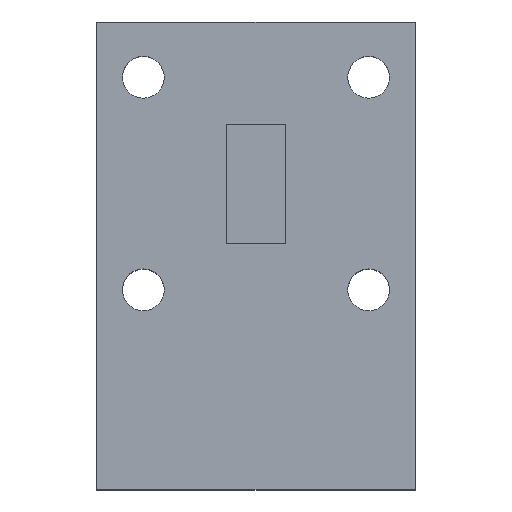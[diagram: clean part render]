
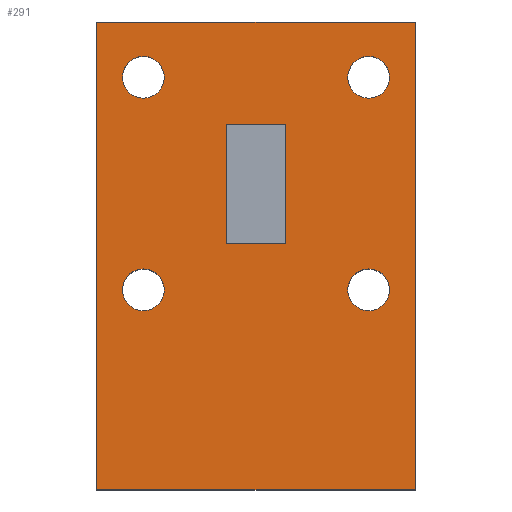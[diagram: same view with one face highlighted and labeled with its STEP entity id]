
A CAD part, top view. The second image highlights one B-rep face of the part: STEP entity #291.
In plain terms, the highlighted planar face has unit normal (0, 0, 1).
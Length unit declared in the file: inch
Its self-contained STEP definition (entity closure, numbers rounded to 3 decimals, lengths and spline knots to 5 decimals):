
#9 = FACE_BOUND ( 'NONE', #447, .T. ) ;
#17 = DIRECTION ( 'NONE',  ( 0., -1., 0. ) ) ;
#19 = CARTESIAN_POINT ( 'NONE',  ( 0.07, 0.03, 0.39 ) ) ;
#22 = CIRCLE ( 'NONE', #765, 0.04921 ) ;
#23 = VERTEX_POINT ( 'NONE', #452 ) ;
#24 = VERTEX_POINT ( 'NONE', #457 ) ;
#35 = DIRECTION ( 'NONE',  ( 0., -1., 0. ) ) ;
#52 = VERTEX_POINT ( 'NONE', #332 ) ;
#54 = EDGE_CURVE ( 'NONE', #788, #345, #128, .T. ) ;
#56 = CARTESIAN_POINT ( 'NONE',  ( 0.375, -0.55, 0.39 ) ) ;
#65 = ORIENTED_EDGE ( 'NONE', *, *, #909, .F. ) ;
#70 = DIRECTION ( 'NONE',  ( 1., 0., 0. ) ) ;
#78 = CARTESIAN_POINT ( 'NONE',  ( 0.31421, -0.08, 0.39 ) ) ;
#87 = VERTEX_POINT ( 'NONE', #229 ) ;
#89 = ORIENTED_EDGE ( 'NONE', *, *, #129, .F. ) ;
#93 = DIRECTION ( 'NONE',  ( 1., 0., 0. ) ) ;
#98 = FACE_OUTER_BOUND ( 'NONE', #182, .T. ) ;
#105 = CARTESIAN_POINT ( 'NONE',  ( 0.265, -0.08, 0.39 ) ) ;
#107 = CARTESIAN_POINT ( 'NONE',  ( 0.375, -0.55, 0.39 ) ) ;
#108 = FACE_BOUND ( 'NONE', #819, .T. ) ;
#109 = AXIS2_PLACEMENT_3D ( 'NONE', #778, #568, #70 ) ;
#114 = DIRECTION ( 'NONE',  ( 0., 0., 1. ) ) ;
#121 = ORIENTED_EDGE ( 'NONE', *, *, #687, .F. ) ;
#126 = DIRECTION ( 'NONE',  ( 0., 0., 1. ) ) ;
#128 = LINE ( 'NONE', #898, #604 ) ;
#129 = EDGE_CURVE ( 'NONE', #934, #530, #211, .T. ) ;
#144 = CARTESIAN_POINT ( 'NONE',  ( -0.375, 0.55, 0.39 ) ) ;
#148 = PLANE ( 'NONE',  #190 ) ;
#171 = ORIENTED_EDGE ( 'NONE', *, *, #659, .F. ) ;
#172 = ORIENTED_EDGE ( 'NONE', *, *, #184, .F. ) ;
#179 = DIRECTION ( 'NONE',  ( 1., 0., 0. ) ) ;
#180 = ORIENTED_EDGE ( 'NONE', *, *, #781, .F. ) ;
#182 = EDGE_LOOP ( 'NONE', ( #490, #791, #874, #432 ) ) ;
#184 = EDGE_CURVE ( 'NONE', #258, #87, #22, .T. ) ;
#185 = AXIS2_PLACEMENT_3D ( 'NONE', #759, #114, #394 ) ;
#190 = AXIS2_PLACEMENT_3D ( 'NONE', #718, #294, #736 ) ;
#200 = VERTEX_POINT ( 'NONE', #427 ) ;
#207 = CIRCLE ( 'NONE', #752, 0.04921 ) ;
#211 = CIRCLE ( 'NONE', #395, 0.04921 ) ;
#225 = EDGE_LOOP ( 'NONE', ( #668, #921, #596, #171 ) ) ;
#229 = CARTESIAN_POINT ( 'NONE',  ( 0.21579, -0.08, 0.39 ) ) ;
#233 = EDGE_CURVE ( 'NONE', #493, #23, #528, .T. ) ;
#235 = LINE ( 'NONE', #536, #869 ) ;
#240 = AXIS2_PLACEMENT_3D ( 'NONE', #242, #809, #383 ) ;
#242 = CARTESIAN_POINT ( 'NONE',  ( 0.265, 0.42, 0.39 ) ) ;
#250 = EDGE_CURVE ( 'NONE', #733, #200, #623, .T. ) ;
#258 = VERTEX_POINT ( 'NONE', #78 ) ;
#265 = ORIENTED_EDGE ( 'NONE', *, *, #342, .F. ) ;
#275 = CARTESIAN_POINT ( 'NONE',  ( -0.07, 0.31, 0.39 ) ) ;
#283 = LINE ( 'NONE', #19, #396 ) ;
#291 = ADVANCED_FACE ( 'NONE', ( #677, #108, #858, #9, #828, #98 ), #148, .T. ) ;
#292 = EDGE_CURVE ( 'NONE', #52, #24, #799, .T. ) ;
#294 = DIRECTION ( 'NONE',  ( 0., 0., 1. ) ) ;
#332 = CARTESIAN_POINT ( 'NONE',  ( 0.31421, 0.42, 0.39 ) ) ;
#333 = DIRECTION ( 'NONE',  ( 0., 0., 1. ) ) ;
#341 = CARTESIAN_POINT ( 'NONE',  ( -0.21579, -0.08, 0.39 ) ) ;
#342 = EDGE_CURVE ( 'NONE', #530, #934, #667, .T. ) ;
#343 = VECTOR ( 'NONE', #872, 39.37008 ) ;
#345 = VERTEX_POINT ( 'NONE', #275 ) ;
#353 = EDGE_CURVE ( 'NONE', #23, #733, #593, .T. ) ;
#383 = DIRECTION ( 'NONE',  ( 1., 0., 0. ) ) ;
#394 = DIRECTION ( 'NONE',  ( 1., 0., 0. ) ) ;
#395 = AXIS2_PLACEMENT_3D ( 'NONE', #844, #706, #424 ) ;
#396 = VECTOR ( 'NONE', #894, 39.37008 ) ;
#404 = DIRECTION ( 'NONE',  ( 1., 0., 0. ) ) ;
#405 = VECTOR ( 'NONE', #498, 39.37008 ) ;
#407 = VERTEX_POINT ( 'NONE', #853 ) ;
#424 = DIRECTION ( 'NONE',  ( 1., 0., 0. ) ) ;
#426 = CARTESIAN_POINT ( 'NONE',  ( -0.31421, 0.42, 0.39 ) ) ;
#427 = CARTESIAN_POINT ( 'NONE',  ( 0.375, 0.55, 0.39 ) ) ;
#431 = DIRECTION ( 'NONE',  ( -1., 0., 0. ) ) ;
#432 = ORIENTED_EDGE ( 'NONE', *, *, #529, .T. ) ;
#443 = CARTESIAN_POINT ( 'NONE',  ( -0.375, -0.55, 0.39 ) ) ;
#447 = EDGE_LOOP ( 'NONE', ( #172, #180 ) ) ;
#449 = CARTESIAN_POINT ( 'NONE',  ( 0.375, -0.55, 0.39 ) ) ;
#452 = CARTESIAN_POINT ( 'NONE',  ( -0.375, -0.55, 0.39 ) ) ;
#456 = DIRECTION ( 'NONE',  ( 0., 1., 0. ) ) ;
#457 = CARTESIAN_POINT ( 'NONE',  ( 0.21579, 0.42, 0.39 ) ) ;
#462 = CARTESIAN_POINT ( 'NONE',  ( -0.31421, -0.08, 0.39 ) ) ;
#474 = AXIS2_PLACEMENT_3D ( 'NONE', #517, #811, #93 ) ;
#490 = ORIENTED_EDGE ( 'NONE', *, *, #233, .T. ) ;
#493 = VERTEX_POINT ( 'NONE', #144 ) ;
#498 = DIRECTION ( 'NONE',  ( 1., 0., 0. ) ) ;
#517 = CARTESIAN_POINT ( 'NONE',  ( -0.265, -0.08, 0.39 ) ) ;
#528 = LINE ( 'NONE', #443, #815 ) ;
#529 = EDGE_CURVE ( 'NONE', #200, #493, #663, .T. ) ;
#530 = VERTEX_POINT ( 'NONE', #426 ) ;
#536 = CARTESIAN_POINT ( 'NONE',  ( -0.07, 0.03, 0.39 ) ) ;
#539 = EDGE_CURVE ( 'NONE', #407, #788, #855, .T. ) ;
#549 = CARTESIAN_POINT ( 'NONE',  ( -0.21579, 0.42, 0.39 ) ) ;
#553 = CARTESIAN_POINT ( 'NONE',  ( 0.265, -0.08, 0.39 ) ) ;
#568 = DIRECTION ( 'NONE',  ( 0., 0., 1. ) ) ;
#588 = VERTEX_POINT ( 'NONE', #808 ) ;
#593 = LINE ( 'NONE', #56, #405 ) ;
#596 = ORIENTED_EDGE ( 'NONE', *, *, #539, .F. ) ;
#604 = VECTOR ( 'NONE', #774, 39.37008 ) ;
#623 = LINE ( 'NONE', #449, #343 ) ;
#626 = VERTEX_POINT ( 'NONE', #462 ) ;
#636 = CIRCLE ( 'NONE', #185, 0.04921 ) ;
#655 = EDGE_LOOP ( 'NONE', ( #121, #861 ) ) ;
#659 = EDGE_CURVE ( 'NONE', #588, #407, #283, .T. ) ;
#663 = LINE ( 'NONE', #862, #751 ) ;
#664 = AXIS2_PLACEMENT_3D ( 'NONE', #763, #838, #404 ) ;
#667 = CIRCLE ( 'NONE', #109, 0.04921 ) ;
#668 = ORIENTED_EDGE ( 'NONE', *, *, #735, .F. ) ;
#677 = FACE_BOUND ( 'NONE', #817, .T. ) ;
#687 = EDGE_CURVE ( 'NONE', #905, #626, #871, .T. ) ;
#702 = EDGE_CURVE ( 'NONE', #626, #905, #636, .T. ) ;
#706 = DIRECTION ( 'NONE',  ( 0., 0., 1. ) ) ;
#718 = CARTESIAN_POINT ( 'NONE',  ( 0., 0., 0.39 ) ) ;
#733 = VERTEX_POINT ( 'NONE', #107 ) ;
#735 = EDGE_CURVE ( 'NONE', #345, #588, #235, .T. ) ;
#736 = DIRECTION ( 'NONE',  ( 1., 0., 0. ) ) ;
#740 = CARTESIAN_POINT ( 'NONE',  ( 0.07, 0.03, 0.39 ) ) ;
#747 = CARTESIAN_POINT ( 'NONE',  ( 0.07, 0.31, 0.39 ) ) ;
#751 = VECTOR ( 'NONE', #431, 39.37008 ) ;
#752 = AXIS2_PLACEMENT_3D ( 'NONE', #105, #333, #179 ) ;
#759 = CARTESIAN_POINT ( 'NONE',  ( -0.265, -0.08, 0.39 ) ) ;
#763 = CARTESIAN_POINT ( 'NONE',  ( 0.265, 0.42, 0.39 ) ) ;
#765 = AXIS2_PLACEMENT_3D ( 'NONE', #553, #126, #773 ) ;
#773 = DIRECTION ( 'NONE',  ( 1., 0., 0. ) ) ;
#774 = DIRECTION ( 'NONE',  ( -1., 0., 0. ) ) ;
#776 = VECTOR ( 'NONE', #456, 39.37008 ) ;
#778 = CARTESIAN_POINT ( 'NONE',  ( -0.265, 0.42, 0.39 ) ) ;
#781 = EDGE_CURVE ( 'NONE', #87, #258, #207, .T. ) ;
#788 = VERTEX_POINT ( 'NONE', #747 ) ;
#791 = ORIENTED_EDGE ( 'NONE', *, *, #353, .T. ) ;
#799 = CIRCLE ( 'NONE', #240, 0.04921 ) ;
#808 = CARTESIAN_POINT ( 'NONE',  ( -0.07, 0.03, 0.39 ) ) ;
#809 = DIRECTION ( 'NONE',  ( 0., 0., 1. ) ) ;
#811 = DIRECTION ( 'NONE',  ( 0., 0., 1. ) ) ;
#815 = VECTOR ( 'NONE', #17, 39.37008 ) ;
#817 = EDGE_LOOP ( 'NONE', ( #89, #265 ) ) ;
#819 = EDGE_LOOP ( 'NONE', ( #836, #65 ) ) ;
#828 = FACE_BOUND ( 'NONE', #225, .T. ) ;
#836 = ORIENTED_EDGE ( 'NONE', *, *, #292, .F. ) ;
#838 = DIRECTION ( 'NONE',  ( 0., 0., 1. ) ) ;
#844 = CARTESIAN_POINT ( 'NONE',  ( -0.265, 0.42, 0.39 ) ) ;
#853 = CARTESIAN_POINT ( 'NONE',  ( 0.07, 0.03, 0.39 ) ) ;
#855 = LINE ( 'NONE', #740, #776 ) ;
#858 = FACE_BOUND ( 'NONE', #655, .T. ) ;
#861 = ORIENTED_EDGE ( 'NONE', *, *, #702, .F. ) ;
#862 = CARTESIAN_POINT ( 'NONE',  ( 0.375, 0.55, 0.39 ) ) ;
#869 = VECTOR ( 'NONE', #35, 39.37008 ) ;
#871 = CIRCLE ( 'NONE', #474, 0.04921 ) ;
#872 = DIRECTION ( 'NONE',  ( 0., 1., 0. ) ) ;
#874 = ORIENTED_EDGE ( 'NONE', *, *, #250, .T. ) ;
#894 = DIRECTION ( 'NONE',  ( 1., 0., 0. ) ) ;
#898 = CARTESIAN_POINT ( 'NONE',  ( 0.07, 0.31, 0.39 ) ) ;
#905 = VERTEX_POINT ( 'NONE', #341 ) ;
#909 = EDGE_CURVE ( 'NONE', #24, #52, #917, .T. ) ;
#917 = CIRCLE ( 'NONE', #664, 0.04921 ) ;
#921 = ORIENTED_EDGE ( 'NONE', *, *, #54, .F. ) ;
#934 = VERTEX_POINT ( 'NONE', #549 ) ;
